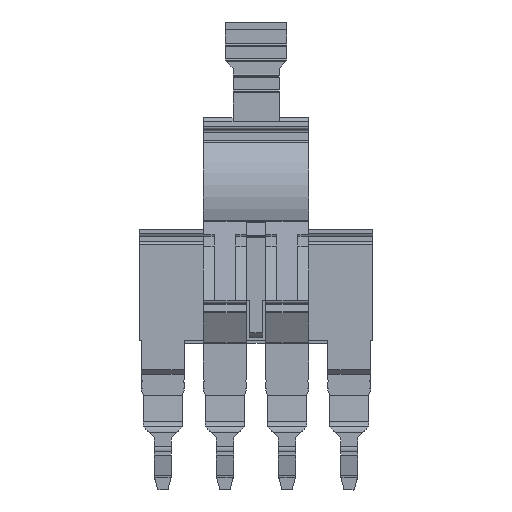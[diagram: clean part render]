
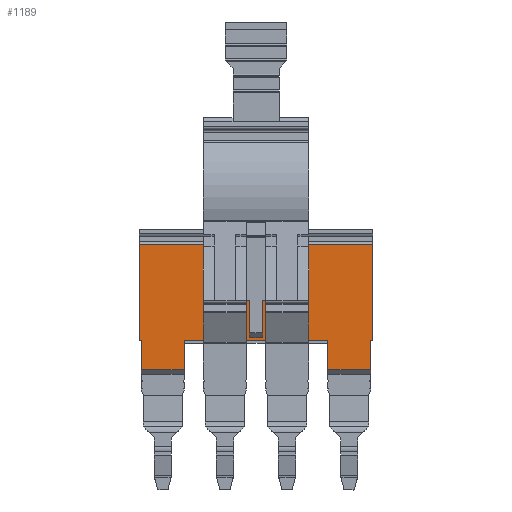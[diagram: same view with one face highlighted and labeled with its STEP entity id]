
A CAD part, front view. The second image highlights one B-rep face of the part: STEP entity #1189.
In plain terms, the highlighted planar face has unit normal (0, -1, 0).
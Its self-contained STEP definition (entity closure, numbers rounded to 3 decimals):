
#1133=AXIS2_PLACEMENT_3D('Plane Axis2P3D',#1130,#1131,#1132) ;
#41=CARTESIAN_POINT('Vertex',(0.,7.176,19.509)) ;
#57=CARTESIAN_POINT('Vertex',(0.3,7.176,19.509)) ;
#60=CARTESIAN_POINT('Line Origine',(0.15,7.176,19.509)) ;
#102=CARTESIAN_POINT('Vertex',(0.3,7.176,15.659)) ;
#105=CARTESIAN_POINT('Line Origine',(0.3,7.176,17.584)) ;
#124=CARTESIAN_POINT('Line Origine',(0.,7.176,25.782)) ;
#128=CARTESIAN_POINT('Vertex',(0.,7.176,32.056)) ;
#255=CARTESIAN_POINT('Vertex',(30.5,7.176,32.056)) ;
#286=CARTESIAN_POINT('Line Origine',(15.25,7.176,32.056)) ;
#310=CARTESIAN_POINT('Vertex',(30.5,7.176,19.509)) ;
#404=CARTESIAN_POINT('Line Origine',(30.5,7.176,25.782)) ;
#432=CARTESIAN_POINT('Vertex',(30.2,7.176,19.509)) ;
#442=CARTESIAN_POINT('Line Origine',(30.35,7.176,19.509)) ;
#459=CARTESIAN_POINT('Line Origine',(30.2,7.176,17.584)) ;
#463=CARTESIAN_POINT('Vertex',(30.2,7.176,15.659)) ;
#501=CARTESIAN_POINT('Line Origine',(15.25,7.176,19.509)) ;
#505=CARTESIAN_POINT('Vertex',(5.9,7.176,19.509)) ;
#507=CARTESIAN_POINT('Vertex',(24.6,7.176,19.509)) ;
#1130=CARTESIAN_POINT('Axis2P3D Location',(19.9,7.176,15.659)) ;
#1135=CARTESIAN_POINT('Line Origine',(27.6,7.176,15.659)) ;
#1139=CARTESIAN_POINT('Vertex',(25.,7.176,15.659)) ;
#1142=CARTESIAN_POINT('Line Origine',(2.9,7.176,15.659)) ;
#1146=CARTESIAN_POINT('Vertex',(5.5,7.176,15.659)) ;
#1149=CARTESIAN_POINT('Line Origine',(5.7,7.176,15.659)) ;
#1153=CARTESIAN_POINT('Vertex',(5.9,7.176,15.659)) ;
#1156=CARTESIAN_POINT('Line Origine',(5.9,7.176,17.584)) ;
#1161=CARTESIAN_POINT('Line Origine',(24.6,7.176,17.584)) ;
#1165=CARTESIAN_POINT('Vertex',(24.6,7.176,15.659)) ;
#1168=CARTESIAN_POINT('Line Origine',(24.8,7.176,15.659)) ;
#61=DIRECTION('Vector Direction',(1.,0.,0.)) ;
#106=DIRECTION('Vector Direction',(0.,0.,-1.)) ;
#125=DIRECTION('Vector Direction',(0.,0.,1.)) ;
#287=DIRECTION('Vector Direction',(1.,0.,0.)) ;
#405=DIRECTION('Vector Direction',(0.,0.,1.)) ;
#443=DIRECTION('Vector Direction',(1.,0.,0.)) ;
#460=DIRECTION('Vector Direction',(0.,0.,-1.)) ;
#502=DIRECTION('Vector Direction',(1.,0.,0.)) ;
#1131=DIRECTION('Axis2P3D Direction',(0.,1.,0.)) ;
#1132=DIRECTION('Axis2P3D XDirection',(0.,0.,1.)) ;
#1136=DIRECTION('Vector Direction',(1.,0.,0.)) ;
#1143=DIRECTION('Vector Direction',(1.,0.,0.)) ;
#1150=DIRECTION('Vector Direction',(-1.,0.,0.)) ;
#1157=DIRECTION('Vector Direction',(0.,0.,-1.)) ;
#1162=DIRECTION('Vector Direction',(0.,0.,1.)) ;
#1169=DIRECTION('Vector Direction',(-1.,0.,0.)) ;
#62=VECTOR('Line Direction',#61,1.) ;
#107=VECTOR('Line Direction',#106,1.) ;
#126=VECTOR('Line Direction',#125,1.) ;
#288=VECTOR('Line Direction',#287,1.) ;
#406=VECTOR('Line Direction',#405,1.) ;
#444=VECTOR('Line Direction',#443,1.) ;
#461=VECTOR('Line Direction',#460,1.) ;
#503=VECTOR('Line Direction',#502,1.) ;
#1137=VECTOR('Line Direction',#1136,1.) ;
#1144=VECTOR('Line Direction',#1143,1.) ;
#1151=VECTOR('Line Direction',#1150,1.) ;
#1158=VECTOR('Line Direction',#1157,1.) ;
#1163=VECTOR('Line Direction',#1162,1.) ;
#1170=VECTOR('Line Direction',#1169,1.) ;
#1174=ORIENTED_EDGE('',*,*,#1141,.F.) ;
#1175=ORIENTED_EDGE('',*,*,#465,.F.) ;
#1176=ORIENTED_EDGE('',*,*,#446,.T.) ;
#1177=ORIENTED_EDGE('',*,*,#408,.T.) ;
#1178=ORIENTED_EDGE('',*,*,#290,.F.) ;
#1179=ORIENTED_EDGE('',*,*,#130,.F.) ;
#1180=ORIENTED_EDGE('',*,*,#64,.T.) ;
#1181=ORIENTED_EDGE('',*,*,#109,.T.) ;
#1182=ORIENTED_EDGE('',*,*,#1148,.T.) ;
#1183=ORIENTED_EDGE('',*,*,#1155,.F.) ;
#1184=ORIENTED_EDGE('',*,*,#1160,.F.) ;
#1185=ORIENTED_EDGE('',*,*,#509,.T.) ;
#1186=ORIENTED_EDGE('',*,*,#1167,.F.) ;
#1187=ORIENTED_EDGE('',*,*,#1172,.F.) ;
#1189=ADVANCED_FACE('ZQV_6-4.1\\ISTE_ZQV6',(#1188),#1134,.F.) ;
#64=EDGE_CURVE('',#42,#58,#63,.T.) ;
#109=EDGE_CURVE('',#58,#103,#108,.T.) ;
#130=EDGE_CURVE('',#42,#129,#127,.T.) ;
#290=EDGE_CURVE('',#129,#256,#289,.T.) ;
#408=EDGE_CURVE('',#311,#256,#407,.T.) ;
#446=EDGE_CURVE('',#433,#311,#445,.T.) ;
#465=EDGE_CURVE('',#433,#464,#462,.T.) ;
#509=EDGE_CURVE('',#506,#508,#504,.T.) ;
#1141=EDGE_CURVE('',#464,#1140,#1138,.F.) ;
#1148=EDGE_CURVE('',#103,#1147,#1145,.T.) ;
#1155=EDGE_CURVE('',#1154,#1147,#1152,.T.) ;
#1160=EDGE_CURVE('',#506,#1154,#1159,.T.) ;
#1167=EDGE_CURVE('',#1166,#508,#1164,.T.) ;
#1172=EDGE_CURVE('',#1140,#1166,#1171,.T.) ;
#1173=EDGE_LOOP('',(#1174,#1175,#1176,#1177,#1178,#1179,#1180,#1181,#1182,#1183,#1184,#1185,#1186,#1187)) ;
#1188=FACE_OUTER_BOUND('',#1173,.T.) ;
#63=LINE('Line',#60,#62) ;
#108=LINE('Line',#105,#107) ;
#127=LINE('Line',#124,#126) ;
#289=LINE('Line',#286,#288) ;
#407=LINE('Line',#404,#406) ;
#445=LINE('Line',#442,#444) ;
#462=LINE('Line',#459,#461) ;
#504=LINE('Line',#501,#503) ;
#1138=LINE('Line',#1135,#1137) ;
#1145=LINE('Line',#1142,#1144) ;
#1152=LINE('Line',#1149,#1151) ;
#1159=LINE('Line',#1156,#1158) ;
#1164=LINE('Line',#1161,#1163) ;
#1171=LINE('Line',#1168,#1170) ;
#1134=PLANE('',#1133) ;
#42=VERTEX_POINT('',#41) ;
#58=VERTEX_POINT('',#57) ;
#103=VERTEX_POINT('',#102) ;
#129=VERTEX_POINT('',#128) ;
#256=VERTEX_POINT('',#255) ;
#311=VERTEX_POINT('',#310) ;
#433=VERTEX_POINT('',#432) ;
#464=VERTEX_POINT('',#463) ;
#506=VERTEX_POINT('',#505) ;
#508=VERTEX_POINT('',#507) ;
#1140=VERTEX_POINT('',#1139) ;
#1147=VERTEX_POINT('',#1146) ;
#1154=VERTEX_POINT('',#1153) ;
#1166=VERTEX_POINT('',#1165) ;
